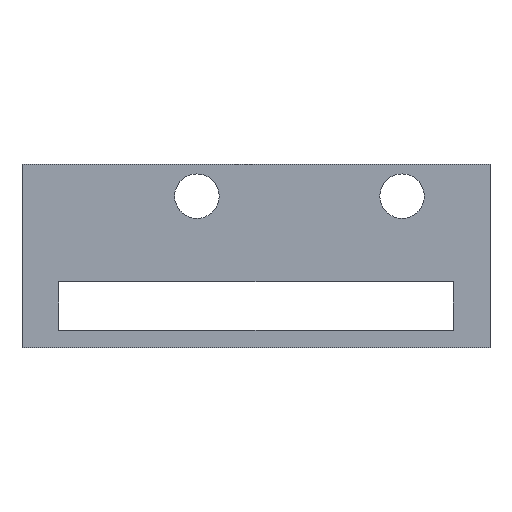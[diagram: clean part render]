
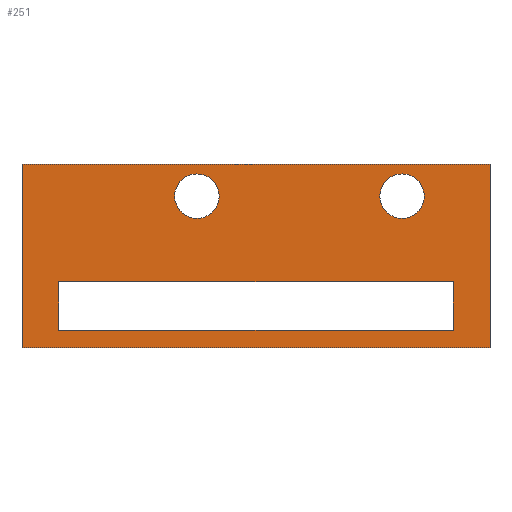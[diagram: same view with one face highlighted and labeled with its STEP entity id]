
A CAD part, top view. The second image highlights one B-rep face of the part: STEP entity #251.
In plain terms, the highlighted planar face has unit normal (0, 0, 1).
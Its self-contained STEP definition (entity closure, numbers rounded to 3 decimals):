
#15=FACE_BOUND('',#48,.T.);
#16=FACE_BOUND('',#49,.T.);
#17=FACE_BOUND('',#50,.T.);
#21=PLANE('',#282);
#34=FACE_OUTER_BOUND('',#47,.T.);
#47=EDGE_LOOP('',(#189,#190,#191,#192));
#48=EDGE_LOOP('',(#193));
#49=EDGE_LOOP('',(#194));
#50=EDGE_LOOP('',(#195,#196,#197,#198));
#66=LINE('',#374,#95);
#67=LINE('',#376,#96);
#68=LINE('',#378,#97);
#69=LINE('',#379,#98);
#70=LINE('',#382,#99);
#71=LINE('',#384,#100);
#72=LINE('',#386,#101);
#73=LINE('',#387,#102);
#95=VECTOR('',#311,1000.);
#96=VECTOR('',#312,1000.);
#97=VECTOR('',#313,1000.);
#98=VECTOR('',#314,1000.);
#99=VECTOR('',#315,1000.);
#100=VECTOR('',#316,1000.);
#101=VECTOR('',#317,1000.);
#102=VECTOR('',#318,1000.);
#122=CIRCLE('',#277,4.55);
#124=CIRCLE('',#280,4.55);
#126=VERTEX_POINT('',#360);
#128=VERTEX_POINT('',#366);
#130=VERTEX_POINT('',#372);
#131=VERTEX_POINT('',#373);
#132=VERTEX_POINT('',#375);
#133=VERTEX_POINT('',#377);
#134=VERTEX_POINT('',#380);
#135=VERTEX_POINT('',#381);
#136=VERTEX_POINT('',#383);
#137=VERTEX_POINT('',#385);
#148=EDGE_CURVE('',#126,#126,#122,.T.);
#151=EDGE_CURVE('',#128,#128,#124,.T.);
#154=EDGE_CURVE('',#130,#131,#66,.T.);
#155=EDGE_CURVE('',#130,#132,#67,.T.);
#156=EDGE_CURVE('',#133,#132,#68,.T.);
#157=EDGE_CURVE('',#133,#131,#69,.T.);
#158=EDGE_CURVE('',#134,#135,#70,.T.);
#159=EDGE_CURVE('',#136,#134,#71,.T.);
#160=EDGE_CURVE('',#137,#136,#72,.T.);
#161=EDGE_CURVE('',#135,#137,#73,.T.);
#189=ORIENTED_EDGE('',*,*,#154,.F.);
#190=ORIENTED_EDGE('',*,*,#155,.T.);
#191=ORIENTED_EDGE('',*,*,#156,.F.);
#192=ORIENTED_EDGE('',*,*,#157,.T.);
#193=ORIENTED_EDGE('',*,*,#151,.F.);
#194=ORIENTED_EDGE('',*,*,#148,.F.);
#195=ORIENTED_EDGE('',*,*,#158,.F.);
#196=ORIENTED_EDGE('',*,*,#159,.F.);
#197=ORIENTED_EDGE('',*,*,#160,.F.);
#198=ORIENTED_EDGE('',*,*,#161,.F.);
#251=ADVANCED_FACE('',(#34,#15,#16,#17),#21,.T.);
#277=AXIS2_PLACEMENT_3D('',#361,#297,#298);
#280=AXIS2_PLACEMENT_3D('',#367,#304,#305);
#282=AXIS2_PLACEMENT_3D('',#371,#309,#310);
#297=DIRECTION('center_axis',(0.,0.,1.));
#298=DIRECTION('ref_axis',(1.,0.,0.));
#304=DIRECTION('center_axis',(0.,0.,1.));
#305=DIRECTION('ref_axis',(1.,0.,0.));
#309=DIRECTION('center_axis',(0.,0.,1.));
#310=DIRECTION('ref_axis',(1.,0.,0.));
#311=DIRECTION('',(-1.,0.,0.));
#312=DIRECTION('',(0.,1.,0.));
#313=DIRECTION('',(1.,0.,0.));
#314=DIRECTION('',(0.,-1.,0.));
#315=DIRECTION('',(0.,-1.,0.));
#316=DIRECTION('',(-1.,0.,0.));
#317=DIRECTION('',(0.,1.,0.));
#318=DIRECTION('',(1.,0.,0.));
#360=CARTESIAN_POINT('',(-37.45,0.,4.));
#361=CARTESIAN_POINT('Origin',(-42.,0.,4.));
#366=CARTESIAN_POINT('',(4.55,0.,4.));
#367=CARTESIAN_POINT('Origin',(0.,0.,4.));
#371=CARTESIAN_POINT('Origin',(0.,0.,4.));
#372=CARTESIAN_POINT('',(18.,-31.,4.));
#373=CARTESIAN_POINT('',(-77.8,-31.,4.));
#374=CARTESIAN_POINT('',(-77.8,-31.,4.));
#375=CARTESIAN_POINT('',(18.,6.5,4.));
#376=CARTESIAN_POINT('',(18.,10.,4.));
#377=CARTESIAN_POINT('',(-77.8,6.5,4.));
#378=CARTESIAN_POINT('',(18.,6.5,4.));
#379=CARTESIAN_POINT('',(-77.8,10.,4.));
#380=CARTESIAN_POINT('',(-70.3,-17.5,4.));
#381=CARTESIAN_POINT('',(-70.3,-27.5,4.));
#382=CARTESIAN_POINT('',(-70.3,-17.5,4.));
#383=CARTESIAN_POINT('',(10.5,-17.5,4.));
#384=CARTESIAN_POINT('',(-70.3,-17.5,4.));
#385=CARTESIAN_POINT('',(10.5,-27.5,4.));
#386=CARTESIAN_POINT('',(10.5,-17.5,4.));
#387=CARTESIAN_POINT('',(-70.3,-27.5,4.));
